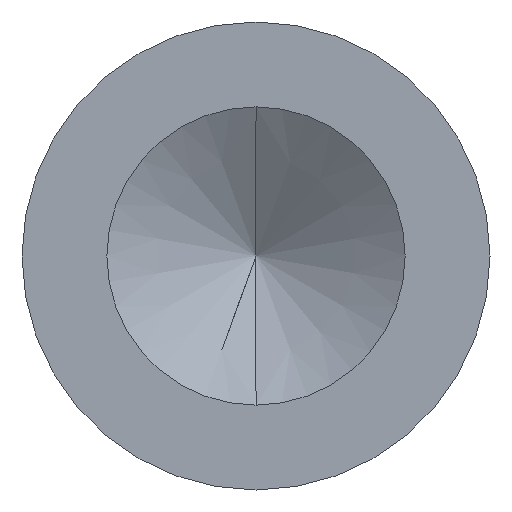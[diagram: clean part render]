
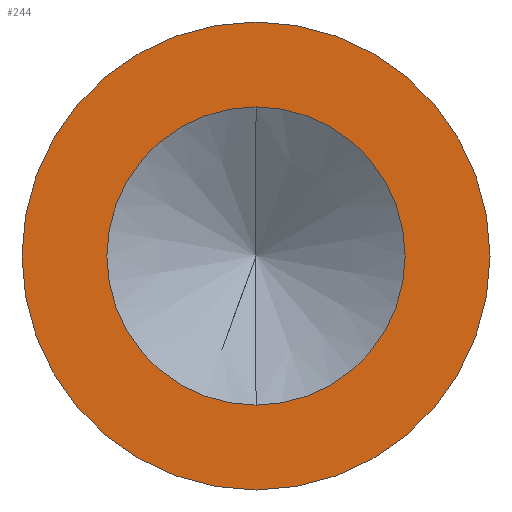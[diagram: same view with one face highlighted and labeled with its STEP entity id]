
A CAD part, front view. The second image highlights one B-rep face of the part: STEP entity #244.
In plain terms, the highlighted planar face has unit normal (0, -1, 0).
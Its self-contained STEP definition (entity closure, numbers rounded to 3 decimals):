
#4 = AXIS2_PLACEMENT_3D ( 'NONE', #272, #382, #315 ) ;
#9 = DIRECTION ( 'NONE',  ( 0., -1., 0. ) ) ;
#25 = DIRECTION ( 'NONE',  ( 0., -1., 0. ) ) ;
#32 = AXIS2_PLACEMENT_3D ( 'NONE', #236, #9, #167 ) ;
#55 = AXIS2_PLACEMENT_3D ( 'NONE', #71, #449, #151 ) ;
#67 = CARTESIAN_POINT ( 'NONE',  ( 0., 0., 5.1 ) ) ;
#71 = CARTESIAN_POINT ( 'NONE',  ( 0., 0., 0. ) ) ;
#75 = AXIS2_PLACEMENT_3D ( 'NONE', #136, #25, #99 ) ;
#99 = DIRECTION ( 'NONE',  ( 0., 0., -1. ) ) ;
#100 = VERTEX_POINT ( 'NONE', #432 ) ;
#105 = ORIENTED_EDGE ( 'NONE', *, *, #286, .T. ) ;
#112 = PLANE ( 'NONE',  #4 ) ;
#136 = CARTESIAN_POINT ( 'NONE',  ( 0., 0., 0. ) ) ;
#147 = EDGE_CURVE ( 'NONE', #323, #468, #269, .T. ) ;
#151 = DIRECTION ( 'NONE',  ( 0., 0., -1. ) ) ;
#167 = DIRECTION ( 'NONE',  ( 0., 0., -1. ) ) ;
#190 = VERTEX_POINT ( 'NONE', #327 ) ;
#198 = ORIENTED_EDGE ( 'NONE', *, *, #268, .T. ) ;
#236 = CARTESIAN_POINT ( 'NONE',  ( 0., 0., 0. ) ) ;
#244 = ADVANCED_FACE ( 'NONE', ( #274, #400 ), #112, .T. ) ;
#249 = EDGE_CURVE ( 'NONE', #468, #323, #448, .T. ) ;
#258 = EDGE_LOOP ( 'NONE', ( #259, #276 ) ) ;
#259 = ORIENTED_EDGE ( 'NONE', *, *, #249, .F. ) ;
#268 = EDGE_CURVE ( 'NONE', #100, #190, #287, .T. ) ;
#269 = CIRCLE ( 'NONE', #75, 5.1 ) ;
#272 = CARTESIAN_POINT ( 'NONE',  ( 8., 0., 0. ) ) ;
#274 = FACE_BOUND ( 'NONE', #258, .T. ) ;
#275 = CARTESIAN_POINT ( 'NONE',  ( 0., 0., 0. ) ) ;
#276 = ORIENTED_EDGE ( 'NONE', *, *, #147, .F. ) ;
#286 = EDGE_CURVE ( 'NONE', #190, #100, #337, .T. ) ;
#287 = CIRCLE ( 'NONE', #447, 8. ) ;
#314 = CARTESIAN_POINT ( 'NONE',  ( 0., 0., -5.1 ) ) ;
#315 = DIRECTION ( 'NONE',  ( 0., 0., -1. ) ) ;
#323 = VERTEX_POINT ( 'NONE', #67 ) ;
#327 = CARTESIAN_POINT ( 'NONE',  ( 0., 0., -8. ) ) ;
#337 = CIRCLE ( 'NONE', #55, 8. ) ;
#367 = DIRECTION ( 'NONE',  ( 0., -1., 0. ) ) ;
#382 = DIRECTION ( 'NONE',  ( 0., -1., 0. ) ) ;
#400 = FACE_OUTER_BOUND ( 'NONE', #479, .T. ) ;
#432 = CARTESIAN_POINT ( 'NONE',  ( 0., 0., 8. ) ) ;
#447 = AXIS2_PLACEMENT_3D ( 'NONE', #275, #367, #454 ) ;
#448 = CIRCLE ( 'NONE', #32, 5.1 ) ;
#449 = DIRECTION ( 'NONE',  ( 0., -1., 0. ) ) ;
#454 = DIRECTION ( 'NONE',  ( 0., 0., -1. ) ) ;
#468 = VERTEX_POINT ( 'NONE', #314 ) ;
#479 = EDGE_LOOP ( 'NONE', ( #105, #198 ) ) ;
